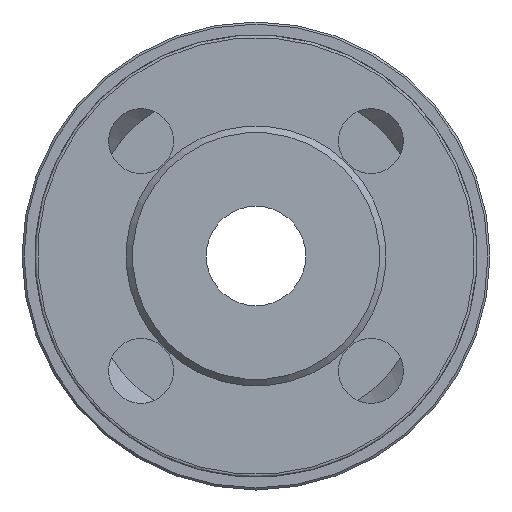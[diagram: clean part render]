
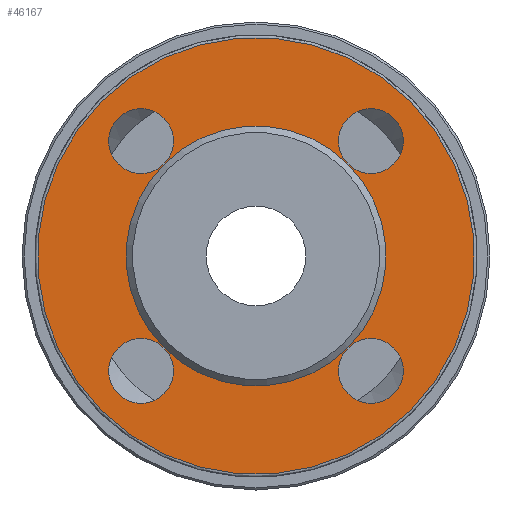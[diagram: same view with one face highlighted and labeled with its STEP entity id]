
A CAD part, front view. The second image highlights one B-rep face of the part: STEP entity #46167.
In plain terms, the highlighted free-form (B-spline) face has degree [1, 1] with [2, 2] control points.
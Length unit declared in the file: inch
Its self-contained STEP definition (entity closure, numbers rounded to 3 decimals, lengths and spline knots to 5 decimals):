
#46040=CARTESIAN_POINT('',(3.97839,-10.7367,23.17359));
#46041=VERTEX_POINT('',#46040);
#46042=CARTESIAN_POINT('',(2.49347,-9.25177,23.17359));
#46043=DIRECTION('',(0.,0.,1.));
#46044=DIRECTION('',(-0.707,0.707,0.));
#46045=AXIS2_PLACEMENT_3D('',#46042,#46043,#46044);
#46046=CIRCLE('',#46045,2.1);
#46047=EDGE_CURVE('',#46041,#46041,#46046,.T.);
#46093=CARTESIAN_POINT('',(6.69347,-9.25177,23.17359));
#46094=CARTESIAN_POINT('',(2.49347,-5.05177,23.17359));
#46095=CARTESIAN_POINT('',(2.49347,-13.45177,23.17359));
#46096=CARTESIAN_POINT('',(-1.70653,-9.25177,23.17359));
#46097=B_SPLINE_SURFACE_WITH_KNOTS('',1,1,((#46093,#46095),(#46094,#46096)),.UNSPECIFIED.,.F.,.F.,.U.,(2,2),(2,2),(0.0,5.9397),(0.0,5.9397),.UNSPECIFIED.);
#46098=ORIENTED_EDGE('',*,*,#46047,.T.);
#46099=EDGE_LOOP('',(#46098));
#46100=FACE_OUTER_BOUND('',#46099,.T.);
#46101=CARTESIAN_POINT('',(3.37735,-10.13566,23.17359));
#46102=VERTEX_POINT('',#46101);
#46103=CARTESIAN_POINT('',(3.59832,-10.35663,23.17359));
#46104=DIRECTION('',(0.,0.,-1.));
#46105=DIRECTION('',(0.707,-0.707,0.));
#46106=AXIS2_PLACEMENT_3D('',#46103,#46104,#46105);
#46107=CIRCLE('',#46106,0.3125);
#46108=EDGE_CURVE('',#46102,#46102,#46107,.T.);
#46109=ORIENTED_EDGE('',*,*,#46108,.T.);
#46110=CARTESIAN_POINT('',(1.60959,-10.13566,23.17359));
#46111=VERTEX_POINT('',#46110);
#46112=CARTESIAN_POINT('',(2.49347,-9.25177,23.17359));
#46113=DIRECTION('',(0.,0.,1.));
#46114=DIRECTION('',(-0.707,0.707,0.));
#46115=AXIS2_PLACEMENT_3D('',#46112,#46113,#46114);
#46116=CIRCLE('',#46115,1.25);
#46117=EDGE_CURVE('',#46111,#46102,#46116,.T.);
#46118=ORIENTED_EDGE('',*,*,#46117,.F.);
#46119=CARTESIAN_POINT('',(1.38862,-10.35663,23.17359));
#46120=DIRECTION('',(0.,0.,-1.));
#46121=DIRECTION('',(0.707,-0.707,0.));
#46122=AXIS2_PLACEMENT_3D('',#46119,#46120,#46121);
#46123=CIRCLE('',#46122,0.3125);
#46124=EDGE_CURVE('',#46111,#46111,#46123,.T.);
#46125=ORIENTED_EDGE('',*,*,#46124,.T.);
#46126=CARTESIAN_POINT('',(1.60959,-8.36789,23.17359));
#46127=VERTEX_POINT('',#46126);
#46128=CARTESIAN_POINT('',(2.49347,-9.25177,23.17359));
#46129=DIRECTION('',(0.,0.,1.));
#46130=DIRECTION('',(-0.707,0.707,0.));
#46131=AXIS2_PLACEMENT_3D('',#46128,#46129,#46130);
#46132=CIRCLE('',#46131,1.25);
#46133=EDGE_CURVE('',#46127,#46111,#46132,.T.);
#46134=ORIENTED_EDGE('',*,*,#46133,.F.);
#46135=CARTESIAN_POINT('',(1.38862,-8.14692,23.17359));
#46136=DIRECTION('',(0.,0.,1.));
#46137=DIRECTION('',(0.707,-0.707,0.));
#46138=AXIS2_PLACEMENT_3D('',#46135,#46136,#46137);
#46139=CIRCLE('',#46138,0.3125);
#46140=EDGE_CURVE('',#46127,#46127,#46139,.T.);
#46141=ORIENTED_EDGE('',*,*,#46140,.F.);
#46142=CARTESIAN_POINT('',(3.37735,-8.36789,23.17359));
#46143=VERTEX_POINT('',#46142);
#46144=CARTESIAN_POINT('',(2.49347,-9.25177,23.17359));
#46145=DIRECTION('',(0.,0.,1.));
#46146=DIRECTION('',(-0.707,0.707,0.));
#46147=AXIS2_PLACEMENT_3D('',#46144,#46145,#46146);
#46148=CIRCLE('',#46147,1.25);
#46149=EDGE_CURVE('',#46143,#46127,#46148,.T.);
#46150=ORIENTED_EDGE('',*,*,#46149,.F.);
#46151=CARTESIAN_POINT('',(3.59832,-8.14692,23.17359));
#46152=DIRECTION('',(0.,0.,1.));
#46153=DIRECTION('',(0.707,-0.707,0.));
#46154=AXIS2_PLACEMENT_3D('',#46151,#46152,#46153);
#46155=CIRCLE('',#46154,0.3125);
#46156=EDGE_CURVE('',#46143,#46143,#46155,.T.);
#46157=ORIENTED_EDGE('',*,*,#46156,.F.);
#46158=CARTESIAN_POINT('',(2.49347,-9.25177,23.17359));
#46159=DIRECTION('',(0.,0.,1.));
#46160=DIRECTION('',(-0.707,0.707,0.));
#46161=AXIS2_PLACEMENT_3D('',#46158,#46159,#46160);
#46162=CIRCLE('',#46161,1.25);
#46163=EDGE_CURVE('',#46102,#46143,#46162,.T.);
#46164=ORIENTED_EDGE('',*,*,#46163,.F.);
#46165=EDGE_LOOP('',(#46109,#46118,#46125,#46134,#46141,#46150,#46157,#46164));
#46166=FACE_BOUND('',#46165,.T.);
#46167=ADVANCED_FACE('',(#46100,#46166),#46097,.T.);
